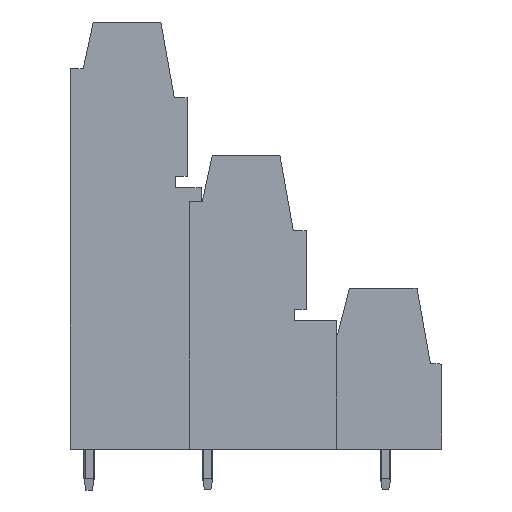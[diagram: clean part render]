
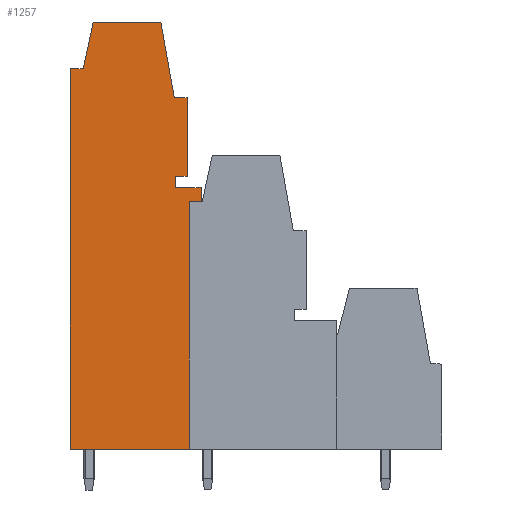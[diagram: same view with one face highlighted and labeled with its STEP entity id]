
A CAD part, left-side view. The second image highlights one B-rep face of the part: STEP entity #1257.
In plain terms, the highlighted planar face has unit normal (-1, 0, 0).
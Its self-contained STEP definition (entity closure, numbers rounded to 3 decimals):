
#1060=AXIS2_PLACEMENT_3D('Plane Axis2P3D',#1057,#1058,#1059) ;
#945=CARTESIAN_POINT('Vertex',(2.54,20.6,24.7)) ;
#948=CARTESIAN_POINT('Line Origine',(2.54,21.1,24.7)) ;
#952=CARTESIAN_POINT('Vertex',(2.54,21.6,24.7)) ;
#978=CARTESIAN_POINT('Vertex',(2.54,21.6,3.5)) ;
#981=CARTESIAN_POINT('Line Origine',(2.54,26.7,3.5)) ;
#985=CARTESIAN_POINT('Vertex',(2.54,31.8,3.5)) ;
#1057=CARTESIAN_POINT('Axis2P3D Location',(2.54,35.177,3.5)) ;
#1161=CARTESIAN_POINT('Line Origine',(2.54,20.6,25.3)) ;
#1165=CARTESIAN_POINT('Vertex',(2.54,20.6,25.9)) ;
#1168=CARTESIAN_POINT('Line Origine',(2.54,21.7,25.9)) ;
#1172=CARTESIAN_POINT('Vertex',(2.54,22.8,25.9)) ;
#1175=CARTESIAN_POINT('Line Origine',(2.54,22.8,26.4)) ;
#1179=CARTESIAN_POINT('Vertex',(2.54,22.8,26.9)) ;
#1182=CARTESIAN_POINT('Line Origine',(2.54,22.3,26.9)) ;
#1186=CARTESIAN_POINT('Vertex',(2.54,21.8,26.9)) ;
#1189=CARTESIAN_POINT('Line Origine',(2.54,21.8,30.25)) ;
#1193=CARTESIAN_POINT('Vertex',(2.54,21.8,33.6)) ;
#1196=CARTESIAN_POINT('Line Origine',(2.54,22.352,33.6)) ;
#1200=CARTESIAN_POINT('Vertex',(2.54,22.904,33.6)) ;
#1203=CARTESIAN_POINT('Line Origine',(2.54,23.477,36.85)) ;
#1207=CARTESIAN_POINT('Vertex',(2.54,24.05,40.1)) ;
#1210=CARTESIAN_POINT('Line Origine',(2.54,26.95,40.1)) ;
#1214=CARTESIAN_POINT('Vertex',(2.54,29.85,40.1)) ;
#1217=CARTESIAN_POINT('Line Origine',(2.54,30.275,38.1)) ;
#1221=CARTESIAN_POINT('Vertex',(2.54,30.7,36.1)) ;
#1224=CARTESIAN_POINT('Line Origine',(2.54,31.25,36.1)) ;
#1228=CARTESIAN_POINT('Vertex',(2.54,31.8,36.1)) ;
#1231=CARTESIAN_POINT('Line Origine',(2.54,31.8,19.8)) ;
#1236=CARTESIAN_POINT('Line Origine',(2.54,21.6,14.1)) ;
#949=DIRECTION('Vector Direction',(0.,1.,0.)) ;
#982=DIRECTION('Vector Direction',(0.,-1.,0.)) ;
#1058=DIRECTION('Axis2P3D Direction',(-1.,0.,0.)) ;
#1059=DIRECTION('Axis2P3D XDirection',(0.,-1.,0.)) ;
#1162=DIRECTION('Vector Direction',(0.,0.,1.)) ;
#1169=DIRECTION('Vector Direction',(0.,1.,0.)) ;
#1176=DIRECTION('Vector Direction',(0.,0.,-1.)) ;
#1183=DIRECTION('Vector Direction',(0.,1.,0.)) ;
#1190=DIRECTION('Vector Direction',(0.,0.,-1.)) ;
#1197=DIRECTION('Vector Direction',(0.,-1.,0.)) ;
#1204=DIRECTION('Vector Direction',(0.,-0.174,-0.985)) ;
#1211=DIRECTION('Vector Direction',(0.,-1.,0.)) ;
#1218=DIRECTION('Vector Direction',(0.,-0.208,0.978)) ;
#1225=DIRECTION('Vector Direction',(0.,-1.,0.)) ;
#1232=DIRECTION('Vector Direction',(0.,0.,1.)) ;
#1237=DIRECTION('Vector Direction',(0.,0.,1.)) ;
#950=VECTOR('Line Direction',#949,1.) ;
#983=VECTOR('Line Direction',#982,1.) ;
#1163=VECTOR('Line Direction',#1162,1.) ;
#1170=VECTOR('Line Direction',#1169,1.) ;
#1177=VECTOR('Line Direction',#1176,1.) ;
#1184=VECTOR('Line Direction',#1183,1.) ;
#1191=VECTOR('Line Direction',#1190,1.) ;
#1198=VECTOR('Line Direction',#1197,1.) ;
#1205=VECTOR('Line Direction',#1204,1.) ;
#1212=VECTOR('Line Direction',#1211,1.) ;
#1219=VECTOR('Line Direction',#1218,1.) ;
#1226=VECTOR('Line Direction',#1225,1.) ;
#1233=VECTOR('Line Direction',#1232,1.) ;
#1238=VECTOR('Line Direction',#1237,1.) ;
#1242=ORIENTED_EDGE('',*,*,#1167,.T.) ;
#1243=ORIENTED_EDGE('',*,*,#1174,.T.) ;
#1244=ORIENTED_EDGE('',*,*,#1181,.F.) ;
#1245=ORIENTED_EDGE('',*,*,#1188,.F.) ;
#1246=ORIENTED_EDGE('',*,*,#1195,.F.) ;
#1247=ORIENTED_EDGE('',*,*,#1202,.F.) ;
#1248=ORIENTED_EDGE('',*,*,#1209,.F.) ;
#1249=ORIENTED_EDGE('',*,*,#1216,.F.) ;
#1250=ORIENTED_EDGE('',*,*,#1223,.F.) ;
#1251=ORIENTED_EDGE('',*,*,#1230,.F.) ;
#1252=ORIENTED_EDGE('',*,*,#1235,.F.) ;
#1253=ORIENTED_EDGE('',*,*,#987,.T.) ;
#1254=ORIENTED_EDGE('',*,*,#1240,.T.) ;
#1255=ORIENTED_EDGE('',*,*,#954,.F.) ;
#1257=ADVANCED_FACE('HOUSING',(#1256),#1061,.T.) ;
#954=EDGE_CURVE('',#946,#953,#951,.T.) ;
#987=EDGE_CURVE('',#986,#979,#984,.T.) ;
#1167=EDGE_CURVE('',#946,#1166,#1164,.T.) ;
#1174=EDGE_CURVE('',#1166,#1173,#1171,.T.) ;
#1181=EDGE_CURVE('',#1180,#1173,#1178,.T.) ;
#1188=EDGE_CURVE('',#1187,#1180,#1185,.T.) ;
#1195=EDGE_CURVE('',#1194,#1187,#1192,.T.) ;
#1202=EDGE_CURVE('',#1201,#1194,#1199,.T.) ;
#1209=EDGE_CURVE('',#1208,#1201,#1206,.T.) ;
#1216=EDGE_CURVE('',#1215,#1208,#1213,.T.) ;
#1223=EDGE_CURVE('',#1222,#1215,#1220,.T.) ;
#1230=EDGE_CURVE('',#1229,#1222,#1227,.T.) ;
#1235=EDGE_CURVE('',#986,#1229,#1234,.T.) ;
#1240=EDGE_CURVE('',#979,#953,#1239,.T.) ;
#1241=EDGE_LOOP('',(#1242,#1243,#1244,#1245,#1246,#1247,#1248,#1249,#1250,#1251,#1252,#1253,#1254,#1255)) ;
#1256=FACE_OUTER_BOUND('',#1241,.T.) ;
#951=LINE('Line',#948,#950) ;
#984=LINE('Line',#981,#983) ;
#1164=LINE('Line',#1161,#1163) ;
#1171=LINE('Line',#1168,#1170) ;
#1178=LINE('Line',#1175,#1177) ;
#1185=LINE('Line',#1182,#1184) ;
#1192=LINE('Line',#1189,#1191) ;
#1199=LINE('Line',#1196,#1198) ;
#1206=LINE('Line',#1203,#1205) ;
#1213=LINE('Line',#1210,#1212) ;
#1220=LINE('Line',#1217,#1219) ;
#1227=LINE('Line',#1224,#1226) ;
#1234=LINE('Line',#1231,#1233) ;
#1239=LINE('Line',#1236,#1238) ;
#1061=PLANE('',#1060) ;
#946=VERTEX_POINT('',#945) ;
#953=VERTEX_POINT('',#952) ;
#979=VERTEX_POINT('',#978) ;
#986=VERTEX_POINT('',#985) ;
#1166=VERTEX_POINT('',#1165) ;
#1173=VERTEX_POINT('',#1172) ;
#1180=VERTEX_POINT('',#1179) ;
#1187=VERTEX_POINT('',#1186) ;
#1194=VERTEX_POINT('',#1193) ;
#1201=VERTEX_POINT('',#1200) ;
#1208=VERTEX_POINT('',#1207) ;
#1215=VERTEX_POINT('',#1214) ;
#1222=VERTEX_POINT('',#1221) ;
#1229=VERTEX_POINT('',#1228) ;
